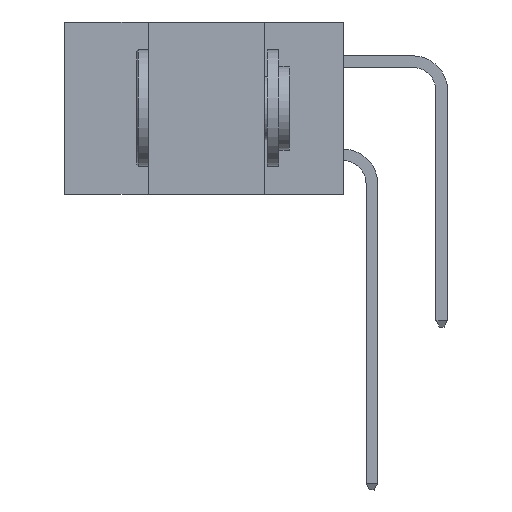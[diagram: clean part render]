
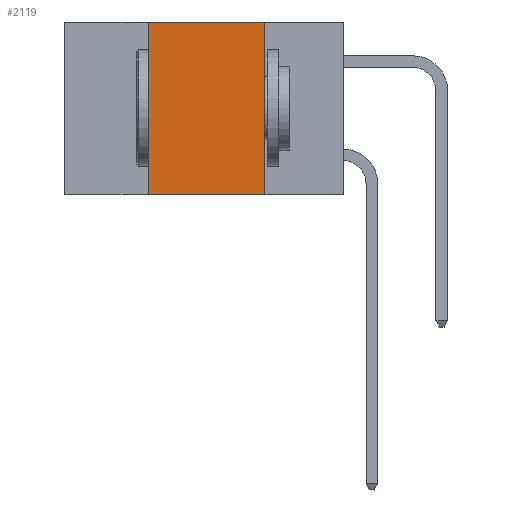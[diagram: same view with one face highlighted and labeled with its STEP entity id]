
A CAD part, left-side view. The second image highlights one B-rep face of the part: STEP entity #2119.
In plain terms, the highlighted planar face has unit normal (-1, 0, 0).
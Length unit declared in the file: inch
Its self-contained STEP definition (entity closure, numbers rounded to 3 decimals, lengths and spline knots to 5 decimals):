
#211 = EDGE_CURVE ( 'NONE', #6295, #778, #8033, .T. ) ;
#374 = CARTESIAN_POINT ( 'NONE',  ( 0., 0.6, -0.37 ) ) ;
#661 = ORIENTED_EDGE ( 'NONE', *, *, #10913, .F. ) ;
#771 = CARTESIAN_POINT ( 'NONE',  ( 0., 0.42, 0. ) ) ;
#778 = VERTEX_POINT ( 'NONE', #8623 ) ;
#927 = VECTOR ( 'NONE', #9854, 39.37008 ) ;
#1169 = VECTOR ( 'NONE', #6798, 39.37008 ) ;
#1248 = DIRECTION ( 'NONE',  ( 1., 0., 0. ) ) ;
#1301 = VERTEX_POINT ( 'NONE', #771 ) ;
#1669 = FACE_OUTER_BOUND ( 'NONE', #10009, .T. ) ;
#2095 = DIRECTION ( 'NONE',  ( 0., 0., 1. ) ) ;
#2119 = ADVANCED_FACE ( 'NONE', ( #1669 ), #4914, .F. ) ;
#3224 = EDGE_CURVE ( 'NONE', #1301, #6295, #4194, .T. ) ;
#3296 = DIRECTION ( 'NONE',  ( 0., 0., -1. ) ) ;
#4194 = LINE ( 'NONE', #5306, #927 ) ;
#4331 = AXIS2_PLACEMENT_3D ( 'NONE', #5863, #1248, #7663 ) ;
#4885 = ORIENTED_EDGE ( 'NONE', *, *, #211, .F. ) ;
#4914 = PLANE ( 'NONE',  #4331 ) ;
#5306 = CARTESIAN_POINT ( 'NONE',  ( 0., 0.6, 0. ) ) ;
#5334 = CARTESIAN_POINT ( 'NONE',  ( 0., 0.17, 0. ) ) ;
#5646 = VERTEX_POINT ( 'NONE', #9800 ) ;
#5863 = CARTESIAN_POINT ( 'NONE',  ( 0., 0.6, 0. ) ) ;
#6295 = VERTEX_POINT ( 'NONE', #5334 ) ;
#6435 = VECTOR ( 'NONE', #3296, 39.37008 ) ;
#6563 = VECTOR ( 'NONE', #2095, 39.37008 ) ;
#6734 = LINE ( 'NONE', #374, #1169 ) ;
#6798 = DIRECTION ( 'NONE',  ( 0., -1., 0. ) ) ;
#6921 = ORIENTED_EDGE ( 'NONE', *, *, #3224, .F. ) ;
#7663 = DIRECTION ( 'NONE',  ( 0., 0., -1. ) ) ;
#7687 = CARTESIAN_POINT ( 'NONE',  ( 0., 0.42, 0. ) ) ;
#7878 = LINE ( 'NONE', #7687, #6563 ) ;
#8033 = LINE ( 'NONE', #9690, #6435 ) ;
#8623 = CARTESIAN_POINT ( 'NONE',  ( 0., 0.17, -0.37 ) ) ;
#9690 = CARTESIAN_POINT ( 'NONE',  ( 0., 0.17, 0. ) ) ;
#9800 = CARTESIAN_POINT ( 'NONE',  ( 0., 0.42, -0.37 ) ) ;
#9854 = DIRECTION ( 'NONE',  ( 0., -1., 0. ) ) ;
#10009 = EDGE_LOOP ( 'NONE', ( #4885, #6921, #661, #11686 ) ) ;
#10093 = EDGE_CURVE ( 'NONE', #5646, #778, #6734, .T. ) ;
#10913 = EDGE_CURVE ( 'NONE', #5646, #1301, #7878, .T. ) ;
#11686 = ORIENTED_EDGE ( 'NONE', *, *, #10093, .T. ) ;
